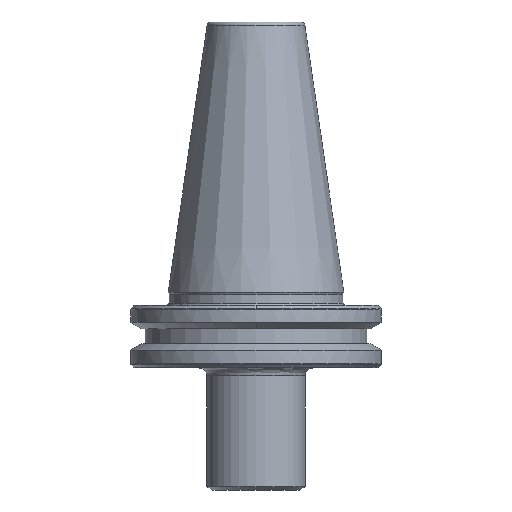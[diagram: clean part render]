
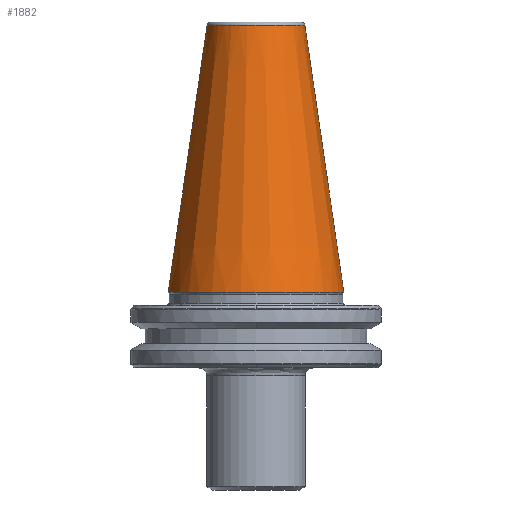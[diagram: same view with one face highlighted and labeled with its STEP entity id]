
A CAD part, front view. The second image highlights one B-rep face of the part: STEP entity #1882.
In plain terms, the highlighted conical face has half-angle 8.297 degrees and reference radius 22.225 mm.
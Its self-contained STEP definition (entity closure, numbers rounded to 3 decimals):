
#44 = DIRECTION ( 'NONE',  ( -1., 0., 0. ) ) ;
#68 = VECTOR ( 'NONE', #2976, 1000. ) ;
#234 = DIRECTION ( 'NONE',  ( 0., 0., 1. ) ) ;
#272 = ORIENTED_EDGE ( 'NONE', *, *, #1503, .T. ) ;
#427 = ORIENTED_EDGE ( 'NONE', *, *, #1166, .T. ) ;
#462 = VERTEX_POINT ( 'NONE', #2239 ) ;
#468 = CIRCLE ( 'NONE', #1572, 22.225 ) ;
#552 = EDGE_LOOP ( 'NONE', ( #1920, #272, #794, #427 ) ) ;
#554 = VECTOR ( 'NONE', #1482, 1000. ) ;
#649 = AXIS2_PLACEMENT_3D ( 'NONE', #2372, #1771, #44 ) ;
#794 = ORIENTED_EDGE ( 'NONE', *, *, #1634, .T. ) ;
#969 = CONICAL_SURFACE ( 'NONE', #2823, 22.225, 0.145 ) ;
#994 = LINE ( 'NONE', #1459, #554 ) ;
#1166 = EDGE_CURVE ( 'NONE', #2743, #2701, #468, .T. ) ;
#1376 = CARTESIAN_POINT ( 'NONE',  ( 0., 0., 0. ) ) ;
#1459 = CARTESIAN_POINT ( 'NONE',  ( -22.225, 0., 0. ) ) ;
#1482 = DIRECTION ( 'NONE',  ( -0.144, 0., -0.99 ) ) ;
#1503 = EDGE_CURVE ( 'NONE', #2189, #462, #2440, .T. ) ;
#1572 = AXIS2_PLACEMENT_3D ( 'NONE', #1376, #234, #1694 ) ;
#1634 = EDGE_CURVE ( 'NONE', #462, #2743, #994, .T. ) ;
#1694 = DIRECTION ( 'NONE',  ( -1., 0., 0. ) ) ;
#1771 = DIRECTION ( 'NONE',  ( 0., 0., -1. ) ) ;
#1804 = CARTESIAN_POINT ( 'NONE',  ( 22.225, 0., 0. ) ) ;
#1882 = ADVANCED_FACE ( 'NONE', ( #2115 ), #969, .T. ) ;
#1920 = ORIENTED_EDGE ( 'NONE', *, *, #2675, .F. ) ;
#2115 = FACE_OUTER_BOUND ( 'NONE', #552, .T. ) ;
#2189 = VERTEX_POINT ( 'NONE', #2392 ) ;
#2239 = CARTESIAN_POINT ( 'NONE',  ( -12.375, 0., 67.544 ) ) ;
#2271 = DIRECTION ( 'NONE',  ( -1., 0., 0. ) ) ;
#2372 = CARTESIAN_POINT ( 'NONE',  ( 0., 0., 67.544 ) ) ;
#2392 = CARTESIAN_POINT ( 'NONE',  ( 12.375, 0., 67.544 ) ) ;
#2440 = CIRCLE ( 'NONE', #649, 12.375 ) ;
#2469 = CARTESIAN_POINT ( 'NONE',  ( 0., 0., 0. ) ) ;
#2548 = CARTESIAN_POINT ( 'NONE',  ( 22.225, 0., 0. ) ) ;
#2675 = EDGE_CURVE ( 'NONE', #2189, #2701, #2836, .T. ) ;
#2701 = VERTEX_POINT ( 'NONE', #2548 ) ;
#2720 = DIRECTION ( 'NONE',  ( 0., 0., -1. ) ) ;
#2743 = VERTEX_POINT ( 'NONE', #3053 ) ;
#2823 = AXIS2_PLACEMENT_3D ( 'NONE', #2469, #2720, #2271 ) ;
#2836 = LINE ( 'NONE', #1804, #68 ) ;
#2976 = DIRECTION ( 'NONE',  ( 0.144, 0., -0.99 ) ) ;
#3053 = CARTESIAN_POINT ( 'NONE',  ( -22.225, 0., 0. ) ) ;
